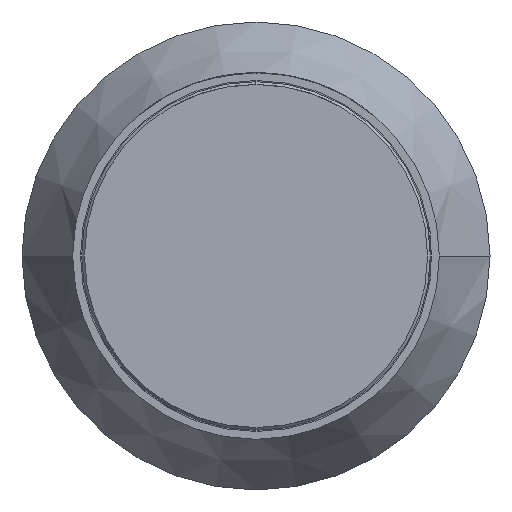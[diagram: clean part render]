
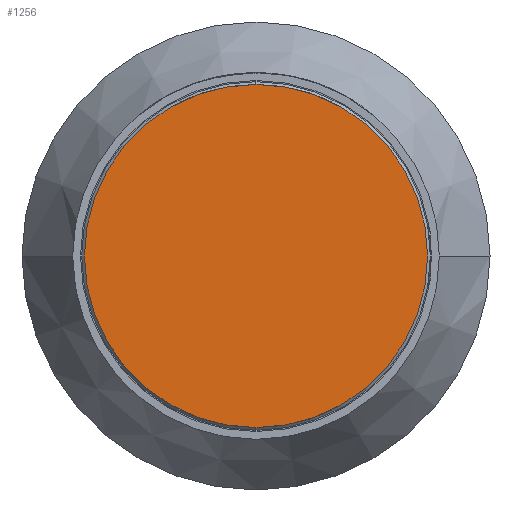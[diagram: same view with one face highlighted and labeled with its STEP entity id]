
A CAD part, front view. The second image highlights one B-rep face of the part: STEP entity #1256.
In plain terms, the highlighted planar face has unit normal (0, -1, 0).
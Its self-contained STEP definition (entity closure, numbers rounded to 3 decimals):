
#185 = DIRECTION ( 'NONE',  ( 1., 0., 0. ) ) ;
#200 = DIRECTION ( 'NONE',  ( 0., 1., 0. ) ) ;
#225 = PLANE ( 'NONE',  #3808 ) ;
#244 = CARTESIAN_POINT ( 'NONE',  ( 0., 0., 0. ) ) ;
#303 = EDGE_LOOP ( 'NONE', ( #3299, #2512 ) ) ;
#624 = DIRECTION ( 'NONE',  ( 0., -1., 0. ) ) ;
#696 = CIRCLE ( 'NONE', #2395, 2.2 ) ;
#844 = CARTESIAN_POINT ( 'NONE',  ( 0., 0., -1.9 ) ) ;
#913 = CARTESIAN_POINT ( 'NONE',  ( 2.2, 0., 0. ) ) ;
#1041 = CARTESIAN_POINT ( 'NONE',  ( 0., 0., 0. ) ) ;
#1248 = DIRECTION ( 'NONE',  ( 0., -1., 0. ) ) ;
#1256 = ADVANCED_FACE ( 'Defeature ausgef�hrt3_18', ( #3739 ), #225, .F. ) ;
#1448 = VERTEX_POINT ( 'NONE', #913 ) ;
#2189 = CIRCLE ( 'NONE', #3534, 2.2 ) ;
#2395 = AXIS2_PLACEMENT_3D ( 'NONE', #244, #1248, #2543 ) ;
#2512 = ORIENTED_EDGE ( 'NONE', *, *, #3985, .T. ) ;
#2543 = DIRECTION ( 'NONE',  ( -1., 0., 0. ) ) ;
#2553 = VERTEX_POINT ( 'NONE', #4031 ) ;
#3093 = EDGE_CURVE ( 'Defeature ausgef�hrt3_18+Defeature ausgef�hrt3_25+Defeature ausgef�hrt3_25+Defeature ausgef�hrt3_25', #2553, #1448, #2189, .T. ) ;
#3283 = DIRECTION ( 'NONE',  ( -1., 0., 0. ) ) ;
#3299 = ORIENTED_EDGE ( 'NONE', *, *, #3093, .T. ) ;
#3534 = AXIS2_PLACEMENT_3D ( 'NONE', #1041, #624, #3283 ) ;
#3739 = FACE_OUTER_BOUND ( 'NONE', #303, .T. ) ;
#3808 = AXIS2_PLACEMENT_3D ( 'NONE', #844, #200, #185 ) ;
#3985 = EDGE_CURVE ( 'Defeature ausgef�hrt3_18+Defeature ausgef�hrt3_25+Defeature ausgef�hrt3_25+Defeature ausgef�hrt3_25', #1448, #2553, #696, .T. ) ;
#4031 = CARTESIAN_POINT ( 'NONE',  ( -2.2, 0., 0. ) ) ;
